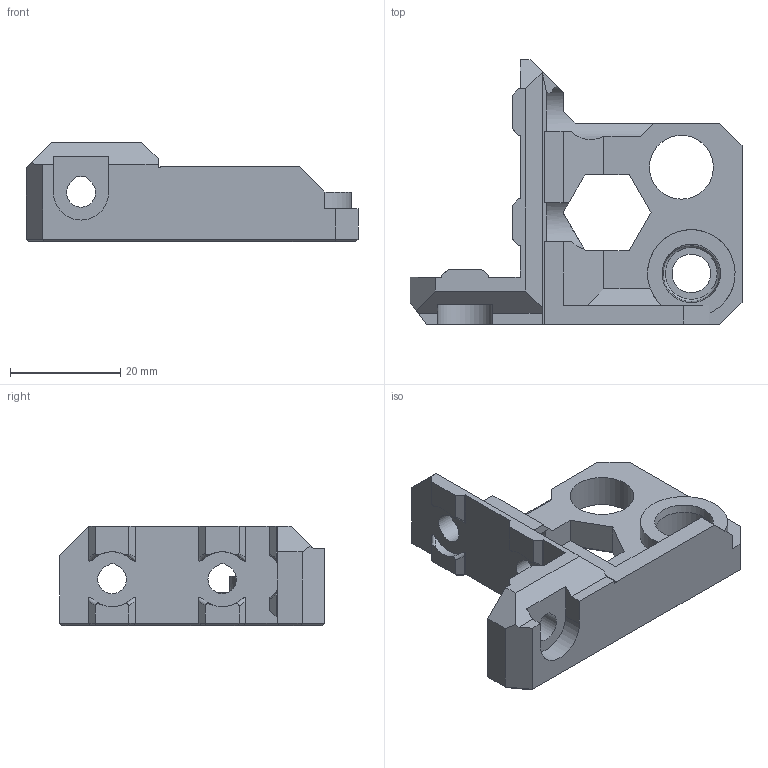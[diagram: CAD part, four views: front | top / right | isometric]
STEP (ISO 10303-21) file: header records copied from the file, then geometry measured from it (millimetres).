
FILE_DESCRIPTION(/* description */ (''),/* implementation_level */ '2;1');
FILE_NAME(/* name */ 'MB-Z10.z-axis.MB-z-top-bracket-right.step',/* time_stamp */ '2023-03-30T22:42:23+02:00',/* author */ (''),/* organization */ (''),/* preprocessor_version */ 'ST-DEVELOPER v19.2',/* originating_system */ 'Autodesk Translation Framework v11.17.0.187',/* authorisation */ '');
FILE_SCHEMA (('AUTOMOTIVE_DESIGN { 1 0 10303 214 3 1 1 }'));
Length unit declared in the file: millimetre
Products named in the file (2): MB-z-top-bracket; 3DPGVA Design Smokistyle with MINI Z-Rod alternative_3 v1
Assembly tree (1 placements, depth 2):
  MB-z-top-bracket
    3DPGVA Design Smokistyle with MINI Z-Rod alternative_3 v1
Bounding box: 60.3 x 48.02 x 18 mm (x, y, z)
Volume: 13570 mm3; surface area: 7040.3 mm2
Topology: 1 solids, 6 shells, 187 faces, 485 edges, 311 vertices
Faces by surface type: plane 156, cylinder 16, bspline 12, cone 3
Full cylindrical faces by diameter (mm): 7 x1, 10.2 x1, 11.6 x1
Entity records: 6297 total; most frequent: CARTESIAN_POINT 1724, ORIENTED_EDGE 970, DIRECTION 873, EDGE_CURVE 485, LINE 381, VECTOR 381, VERTEX_POINT 311, AXIS2_PLACEMENT_3D 246
